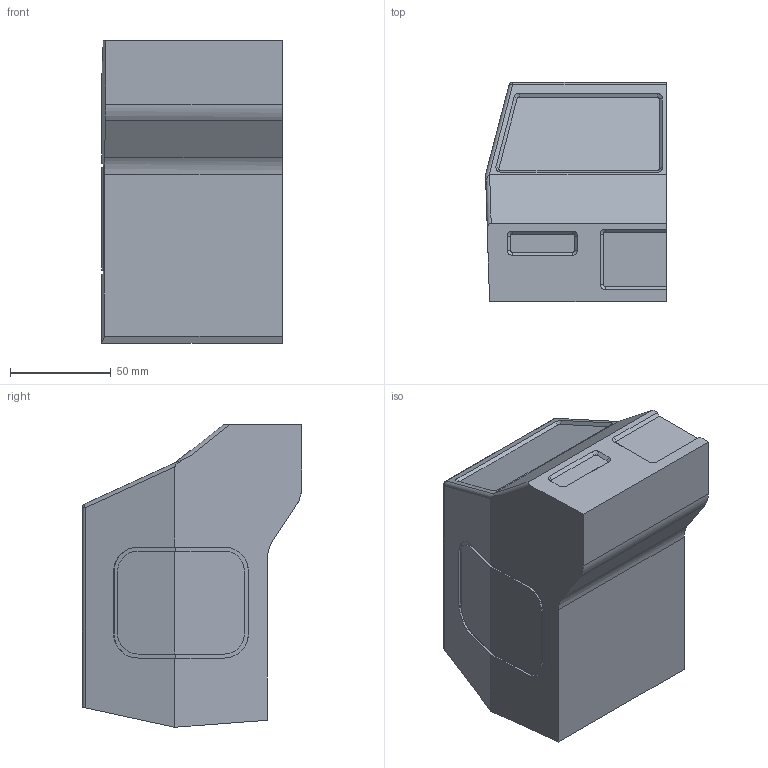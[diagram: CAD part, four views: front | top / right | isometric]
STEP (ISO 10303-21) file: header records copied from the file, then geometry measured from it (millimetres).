
FILE_DESCRIPTION (( 'STEP AP203' ), '1' );
FILE_NAME ('Sample - Cab2.STEP', '2016-03-21T20:37:53', ( 'default' ), ( '' ), 'SwSTEP 2.0', 'SolidWorks 2016', '' );
FILE_SCHEMA (( 'CONFIG_CONTROL_DESIGN' ));
Length unit declared in the file: millimetre
Products named in the file (1): Sample - Cab2
Bounding box: 90 x 109 x 150.5 mm (x, y, z)
Volume: 1106320.5 mm3; surface area: 66017.5 mm2
Topology: 1 solids, 1 shells, 64 faces, 177 edges, 116 vertices
Faces by surface type: plane 39, cylinder 10, cone 10, bspline 4, sphere 1
Entity records: 2126 total; most frequent: CARTESIAN_POINT 447, ORIENTED_EDGE 352, DIRECTION 316, EDGE_CURVE 176, LINE 126, VECTOR 126, VERTEX_POINT 116, AXIS2_PLACEMENT_3D 95
